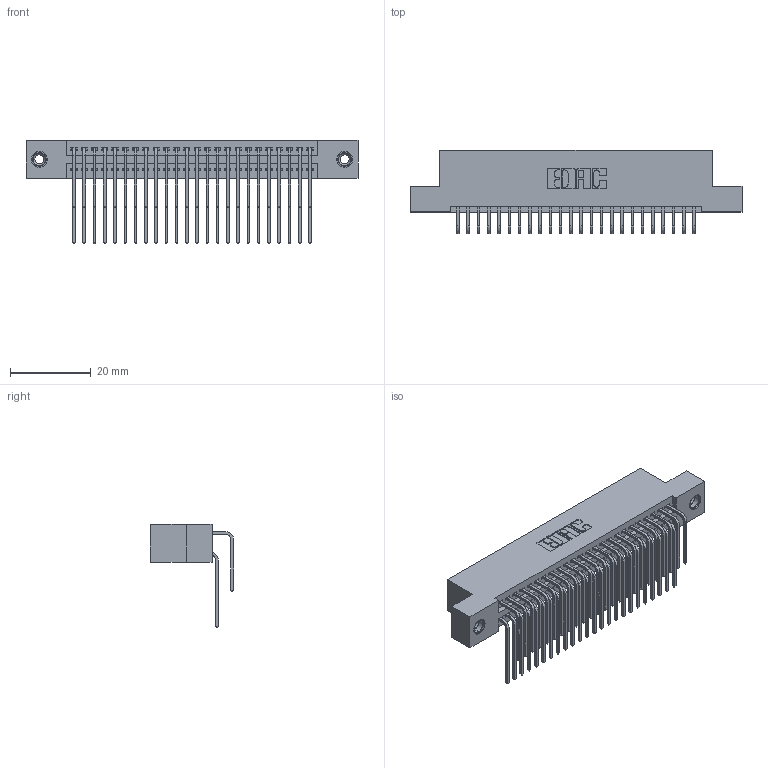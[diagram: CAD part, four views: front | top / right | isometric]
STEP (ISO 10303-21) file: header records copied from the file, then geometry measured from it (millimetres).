
FILE_DESCRIPTION (( 'STEP AP203' ), '1' );
FILE_NAME ('345-048-559-208.STEP', '2018-09-12T09:51:08', ( '' ), ( '' ), 'SwSTEP 2.0', 'SolidWorks 2016', '' );
FILE_SCHEMA (( 'CONFIG_CONTROL_DESIGN' ));
Length unit declared in the file: inch
Products named in the file (5): 345-292-001_558 559 Tail - 1; 345-292-001_559 Tail - 2; 345-250-001_345-250-003-102; 345-048-559-208; 345 Part_Flush Mounting Lugs - 0.156 Dia-TI
Assembly tree (51 placements, depth 2):
  345-048-559-208
    345 Part_Flush Mounting Lugs - 0.156 Dia-TI
    345-292-001_558 559 Tail - 1  x24
    345-292-001_559 Tail - 2  x24
    345-250-001_345-250-003-102  x2
Bounding box: 82.17 x 20.56 x 25.53 mm (x, y, z)
Volume: 8085.3 mm3; surface area: 12918.3 mm2
Topology: 51 solids, 51 shells, 2682 faces, 7917 edges, 5206 vertices
Faces by surface type: plane 1792, cylinder 874, cone 12, torus 4
Entity records: 24092 total; most frequent: CARTESIAN_POINT 4082, ORIENTED_EDGE 3958, DIRECTION 3621, EDGE_CURVE 1979, VECTOR 1691, LINE 1691, VERTEX_POINT 1312, AXIS2_PLACEMENT_3D 965
